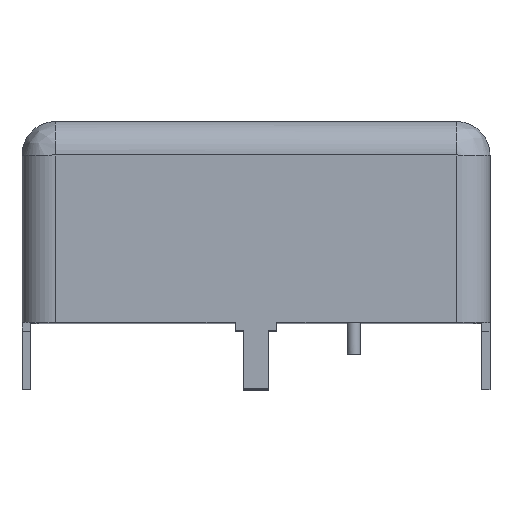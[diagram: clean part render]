
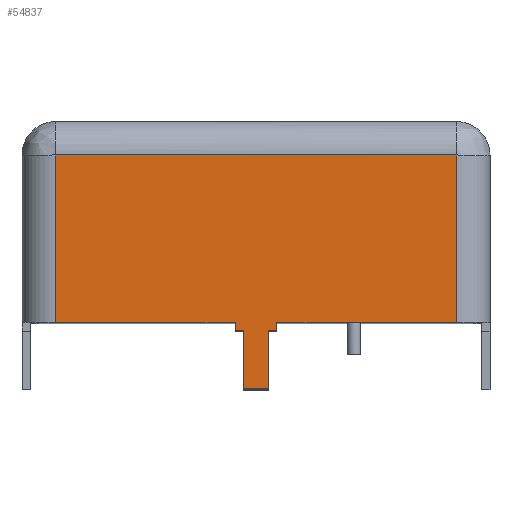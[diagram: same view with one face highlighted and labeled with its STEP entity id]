
A CAD part, top view. The second image highlights one B-rep face of the part: STEP entity #54837.
In plain terms, the highlighted free-form (B-spline) face has degree [1, 1] with [2, 2] control points.
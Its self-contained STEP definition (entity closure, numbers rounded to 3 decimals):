
#52990 = VERTEX_POINT('',#52991);
#52991 = CARTESIAN_POINT('',(-14.031,11.692,
    27.476));
#53019 = VERTEX_POINT('',#53020);
#53020 = CARTESIAN_POINT('',(-14.031,0.,27.476));
#53026 = EDGE_CURVE('',#53019,#52990,#53027,.T.);
#53027 = B_SPLINE_CURVE_WITH_KNOTS('',1,(#53028,#53029),.UNSPECIFIED.,
  .F.,.F.,(2,2),(0.,10.),.PIECEWISE_BEZIER_KNOTS.);
#53028 = CARTESIAN_POINT('',(-14.031,0.,27.476));
#53029 = CARTESIAN_POINT('',(-14.031,11.692,
    27.476));
#53132 = VERTEX_POINT('',#53133);
#53133 = CARTESIAN_POINT('',(14.031,11.692,
    27.476));
#53167 = VERTEX_POINT('',#53168);
#53168 = CARTESIAN_POINT('',(14.031,0.,27.476));
#53182 = EDGE_CURVE('',#53132,#53167,#53183,.T.);
#53183 = B_SPLINE_CURVE_WITH_KNOTS('',1,(#53184,#53185),.UNSPECIFIED.,
  .F.,.F.,(2,2),(-10.,0.),.PIECEWISE_BEZIER_KNOTS.);
#53184 = CARTESIAN_POINT('',(14.031,11.692,
    27.476));
#53185 = CARTESIAN_POINT('',(14.031,0.,27.476));
#53218 = EDGE_CURVE('',#52990,#53132,#53219,.T.);
#53219 = B_SPLINE_CURVE_WITH_KNOTS('',1,(#53220,#53221),.UNSPECIFIED.,
  .F.,.F.,(2,2),(-5.,19.),.PIECEWISE_BEZIER_KNOTS.);
#53220 = CARTESIAN_POINT('',(-14.031,11.692,
    27.476));
#53221 = CARTESIAN_POINT('',(14.031,11.692,
    27.476));
#53618 = EDGE_CURVE('',#53619,#53167,#53621,.T.);
#53619 = VERTEX_POINT('',#53620);
#53620 = CARTESIAN_POINT('',(1.462,0.,27.476));
#53621 = B_SPLINE_CURVE_WITH_KNOTS('',1,(#53622,#53623),.UNSPECIFIED.,
  .F.,.F.,(2,2),(15.25,26.),.PIECEWISE_BEZIER_KNOTS.);
#53622 = CARTESIAN_POINT('',(1.462,0.,27.476));
#53623 = CARTESIAN_POINT('',(14.031,0.,27.476));
#53640 = VERTEX_POINT('',#53641);
#53641 = CARTESIAN_POINT('',(-1.462,0.,27.476));
#53646 = EDGE_CURVE('',#53019,#53640,#53647,.T.);
#53647 = B_SPLINE_CURVE_WITH_KNOTS('',1,(#53648,#53649),.UNSPECIFIED.,
  .F.,.F.,(2,2),(2.,12.75),.PIECEWISE_BEZIER_KNOTS.);
#53648 = CARTESIAN_POINT('',(-14.031,0.,27.476));
#53649 = CARTESIAN_POINT('',(-1.462,0.,27.476));
#53828 = VERTEX_POINT('',#53829);
#53829 = CARTESIAN_POINT('',(-1.462,-0.585,
    27.476));
#53834 = EDGE_CURVE('',#53640,#53828,#53835,.T.);
#53835 = B_SPLINE_CURVE_WITH_KNOTS('',1,(#53836,#53837),.UNSPECIFIED.,
  .F.,.F.,(2,2),(0.,0.5),.PIECEWISE_BEZIER_KNOTS.);
#53836 = CARTESIAN_POINT('',(-1.462,0.,27.476));
#53837 = CARTESIAN_POINT('',(-1.462,-0.585,
    27.476));
#53847 = EDGE_CURVE('',#53848,#53828,#53850,.T.);
#53848 = VERTEX_POINT('',#53849);
#53849 = CARTESIAN_POINT('',(-0.877,-0.585,
    27.476));
#53850 = B_SPLINE_CURVE_WITH_KNOTS('',1,(#53851,#53852),.UNSPECIFIED.,
  .F.,.F.,(2,2),(2.,2.5),.PIECEWISE_BEZIER_KNOTS.);
#53851 = CARTESIAN_POINT('',(-0.877,-0.585,
    27.476));
#53852 = CARTESIAN_POINT('',(-1.462,-0.585,
    27.476));
#53876 = EDGE_CURVE('',#53619,#53877,#53879,.T.);
#53877 = VERTEX_POINT('',#53878);
#53878 = CARTESIAN_POINT('',(1.462,-0.585,
    27.476));
#53879 = B_SPLINE_CURVE_WITH_KNOTS('',1,(#53880,#53881),.UNSPECIFIED.,
  .F.,.F.,(2,2),(0.,0.5),.PIECEWISE_BEZIER_KNOTS.);
#53880 = CARTESIAN_POINT('',(1.462,0.,27.476));
#53881 = CARTESIAN_POINT('',(1.462,-0.585,
    27.476));
#53911 = EDGE_CURVE('',#53877,#53912,#53914,.T.);
#53912 = VERTEX_POINT('',#53913);
#53913 = CARTESIAN_POINT('',(0.877,-0.585,
    27.476));
#53914 = B_SPLINE_CURVE_WITH_KNOTS('',1,(#53915,#53916),.UNSPECIFIED.,
  .F.,.F.,(2,2),(0.,0.5),.PIECEWISE_BEZIER_KNOTS.);
#53915 = CARTESIAN_POINT('',(1.462,-0.585,
    27.476));
#53916 = CARTESIAN_POINT('',(0.877,-0.585,
    27.476));
#53940 = VERTEX_POINT('',#53941);
#53941 = CARTESIAN_POINT('',(-0.877,-4.677,
    27.476));
#53946 = EDGE_CURVE('',#53848,#53940,#53947,.T.);
#53947 = B_SPLINE_CURVE_WITH_KNOTS('',1,(#53948,#53949),.UNSPECIFIED.,
  .F.,.F.,(2,2),(0.5,4.),.PIECEWISE_BEZIER_KNOTS.);
#53948 = CARTESIAN_POINT('',(-0.877,-0.585,
    27.476));
#53949 = CARTESIAN_POINT('',(-0.877,-4.677,
    27.476));
#53960 = EDGE_CURVE('',#53912,#53961,#53963,.T.);
#53961 = VERTEX_POINT('',#53962);
#53962 = CARTESIAN_POINT('',(0.877,-4.677,
    27.476));
#53963 = B_SPLINE_CURVE_WITH_KNOTS('',1,(#53964,#53965),.UNSPECIFIED.,
  .F.,.F.,(2,2),(0.5,4.),.PIECEWISE_BEZIER_KNOTS.);
#53964 = CARTESIAN_POINT('',(0.877,-0.585,
    27.476));
#53965 = CARTESIAN_POINT('',(0.877,-4.677,
    27.476));
#54009 = EDGE_CURVE('',#53961,#53940,#54010,.T.);
#54010 = B_SPLINE_CURVE_WITH_KNOTS('',1,(#54011,#54012),.UNSPECIFIED.,
  .F.,.F.,(2,2),(0.5,2.),.PIECEWISE_BEZIER_KNOTS.);
#54011 = CARTESIAN_POINT('',(0.877,-4.677,
    27.476));
#54012 = CARTESIAN_POINT('',(-0.877,-4.677,
    27.476));
#54837 = ADVANCED_FACE('',(#54838),#54852,.T.);
#54838 = FACE_BOUND('',#54839,.T.);
#54839 = EDGE_LOOP('',(#54840,#54841,#54842,#54843,#54844,#54845,#54846,
    #54847,#54848,#54849,#54850,#54851));
#54840 = ORIENTED_EDGE('',*,*,#53026,.F.);
#54841 = ORIENTED_EDGE('',*,*,#53646,.T.);
#54842 = ORIENTED_EDGE('',*,*,#53834,.T.);
#54843 = ORIENTED_EDGE('',*,*,#53847,.F.);
#54844 = ORIENTED_EDGE('',*,*,#53946,.T.);
#54845 = ORIENTED_EDGE('',*,*,#54009,.F.);
#54846 = ORIENTED_EDGE('',*,*,#53960,.F.);
#54847 = ORIENTED_EDGE('',*,*,#53911,.F.);
#54848 = ORIENTED_EDGE('',*,*,#53876,.F.);
#54849 = ORIENTED_EDGE('',*,*,#53618,.T.);
#54850 = ORIENTED_EDGE('',*,*,#53182,.F.);
#54851 = ORIENTED_EDGE('',*,*,#53218,.F.);
#54852 = B_SPLINE_SURFACE_WITH_KNOTS('',1,1,(
    (#54853,#54854)
    ,(#54855,#54856
    )),.UNSPECIFIED.,.F.,.F.,.F.,(2,2),(2,2),(2.,26.),(-4.,10.),
  .PIECEWISE_BEZIER_KNOTS.);
#54853 = CARTESIAN_POINT('',(-14.031,-4.677,
    27.476));
#54854 = CARTESIAN_POINT('',(-14.031,11.692,
    27.476));
#54855 = CARTESIAN_POINT('',(14.031,-4.677,
    27.476));
#54856 = CARTESIAN_POINT('',(14.031,11.692,
    27.476));
